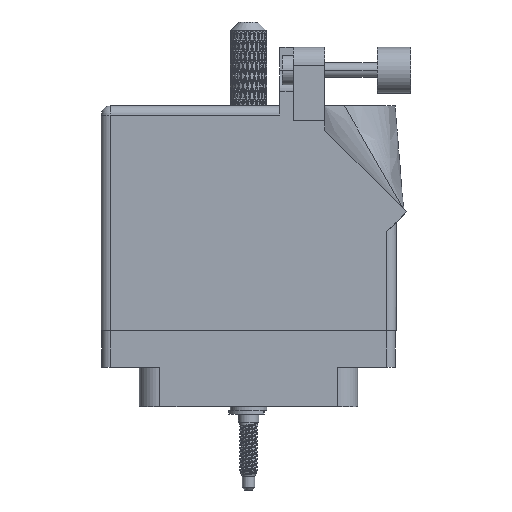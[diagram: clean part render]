
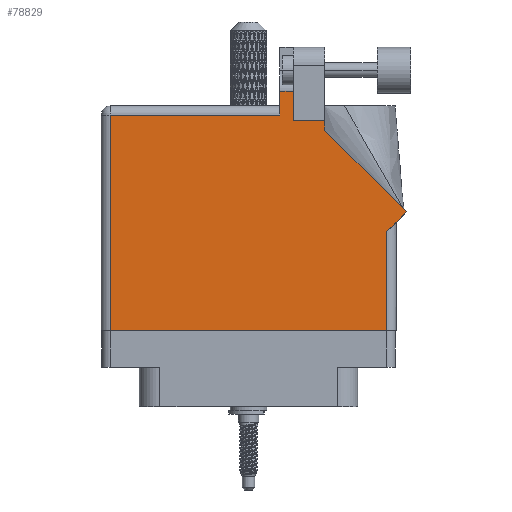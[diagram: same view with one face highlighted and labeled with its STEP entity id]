
A CAD part, front view. The second image highlights one B-rep face of the part: STEP entity #78829.
In plain terms, the highlighted face is planar.
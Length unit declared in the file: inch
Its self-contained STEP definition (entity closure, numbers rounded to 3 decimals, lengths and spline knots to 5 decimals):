
#948 = ORIENTED_EDGE ( 'NONE', *, *, #36129, .T. ) ;
#2017 = LINE ( 'NONE', #4643, #16882 ) ;
#2109 = EDGE_CURVE ( 'NONE', #13925, #20346, #59607, .T. ) ;
#4643 = CARTESIAN_POINT ( 'NONE',  ( -0.943, -0.1, 0.455 ) ) ;
#5697 = VERTEX_POINT ( 'NONE', #18483 ) ;
#6090 = LINE ( 'NONE', #70005, #19945 ) ;
#6921 = DIRECTION ( 'NONE',  ( -1., 0., 0. ) ) ;
#7709 = LINE ( 'NONE', #73202, #54394 ) ;
#8473 = ORIENTED_EDGE ( 'NONE', *, *, #26928, .T. ) ;
#10572 = CARTESIAN_POINT ( 'NONE',  ( 0.212, 1.5315, 0.455 ) ) ;
#11548 = EDGE_CURVE ( 'NONE', #51775, #79793, #92507, .T. ) ;
#12331 = PLANE ( 'NONE',  #29922 ) ;
#12867 = CARTESIAN_POINT ( 'NONE',  ( -1.005, 1.368, 0.455 ) ) ;
#13925 = VERTEX_POINT ( 'NONE', #10572 ) ;
#14792 = EDGE_CURVE ( 'NONE', #85646, #55017, #71558, .T. ) ;
#16882 = VECTOR ( 'NONE', #55630, 39.37008 ) ;
#18483 = CARTESIAN_POINT ( 'NONE',  ( -0.943, 1.368, 0.455 ) ) ;
#19945 = VECTOR ( 'NONE', #102820, 39.37008 ) ;
#20346 = VERTEX_POINT ( 'NONE', #30041 ) ;
#21057 = ORIENTED_EDGE ( 'NONE', *, *, #85732, .T. ) ;
#21176 = LINE ( 'NONE', #62500, #90503 ) ;
#23252 = VECTOR ( 'NONE', #48976, 39.37008 ) ;
#23731 = DIRECTION ( 'NONE',  ( 0.707, 0.707, 0. ) ) ;
#25770 = CARTESIAN_POINT ( 'NONE',  ( 1.07571, 0.70771, 0.455 ) ) ;
#26928 = EDGE_CURVE ( 'NONE', #5697, #51775, #2017, .T. ) ;
#28405 = VECTOR ( 'NONE', #23731, 39.37008 ) ;
#28870 = CARTESIAN_POINT ( 'NONE',  ( 0.943, 0.637, 0.455 ) ) ;
#29922 = AXIS2_PLACEMENT_3D ( 'NONE', #53131, #95058, #93998 ) ;
#30041 = CARTESIAN_POINT ( 'NONE',  ( 0.212, 1.368, 0.455 ) ) ;
#31113 = VERTEX_POINT ( 'NONE', #57512 ) ;
#32400 = ORIENTED_EDGE ( 'NONE', *, *, #14792, .T. ) ;
#35286 = VECTOR ( 'NONE', #6921, 39.37008 ) ;
#35428 = EDGE_CURVE ( 'NONE', #70272, #81665, #7709, .T. ) ;
#36129 = EDGE_CURVE ( 'NONE', #55017, #97727, #21176, .T. ) ;
#39435 = DIRECTION ( 'NONE',  ( -0.707, 0.707, 0. ) ) ;
#41130 = ORIENTED_EDGE ( 'NONE', *, *, #35428, .T. ) ;
#43807 = EDGE_CURVE ( 'NONE', #81665, #31113, #6090, .T. ) ;
#44089 = CARTESIAN_POINT ( 'NONE',  ( -1.005, -0.1, 0.455 ) ) ;
#44396 = CARTESIAN_POINT ( 'NONE',  ( 0.63677, 1.5315, 0.455 ) ) ;
#48538 = ORIENTED_EDGE ( 'NONE', *, *, #69720, .T. ) ;
#48976 = DIRECTION ( 'NONE',  ( 0., 1., 0. ) ) ;
#51775 = VERTEX_POINT ( 'NONE', #95575 ) ;
#53131 = CARTESIAN_POINT ( 'NONE',  ( -1.005, 1.43, 0.455 ) ) ;
#54394 = VECTOR ( 'NONE', #65147, 39.37008 ) ;
#55017 = VERTEX_POINT ( 'NONE', #25770 ) ;
#55630 = DIRECTION ( 'NONE',  ( 0., -1., 0. ) ) ;
#56282 = ORIENTED_EDGE ( 'NONE', *, *, #11548, .T. ) ;
#57512 = CARTESIAN_POINT ( 'NONE',  ( 0.306, 1.5315, 0.455 ) ) ;
#57559 = LINE ( 'NONE', #97897, #23252 ) ;
#57806 = VECTOR ( 'NONE', #91912, 39.37008 ) ;
#57901 = ORIENTED_EDGE ( 'NONE', *, *, #2109, .T. ) ;
#59607 = LINE ( 'NONE', #85424, #57806 ) ;
#60787 = VECTOR ( 'NONE', #76853, 39.37008 ) ;
#62451 = EDGE_CURVE ( 'NONE', #79793, #85646, #69702, .T. ) ;
#62500 = CARTESIAN_POINT ( 'NONE',  ( 1.07571, 0.70771, 0.455 ) ) ;
#64539 = CARTESIAN_POINT ( 'NONE',  ( 1.005, 0.637, 0.455 ) ) ;
#64968 = CARTESIAN_POINT ( 'NONE',  ( 0.306, 1.33, 0.455 ) ) ;
#65147 = DIRECTION ( 'NONE',  ( -1., 0., 0. ) ) ;
#69618 = ORIENTED_EDGE ( 'NONE', *, *, #43807, .T. ) ;
#69621 = LINE ( 'NONE', #44396, #101011 ) ;
#69702 = LINE ( 'NONE', #28870, #86546 ) ;
#69720 = EDGE_CURVE ( 'NONE', #20346, #5697, #96149, .T. ) ;
#70005 = CARTESIAN_POINT ( 'NONE',  ( 0.306, 1.33, 0.455 ) ) ;
#70272 = VERTEX_POINT ( 'NONE', #72304 ) ;
#71558 = LINE ( 'NONE', #64539, #28405 ) ;
#72304 = CARTESIAN_POINT ( 'NONE',  ( 0.519, 1.33, 0.455 ) ) ;
#73202 = CARTESIAN_POINT ( 'NONE',  ( 0.519, 1.33, 0.455 ) ) ;
#76853 = DIRECTION ( 'NONE',  ( 1., 0., 0. ) ) ;
#77158 = DIRECTION ( 'NONE',  ( -1., 0., 0. ) ) ;
#78829 = ADVANCED_FACE ( 'NONE', ( #102056 ), #12331, .F. ) ;
#79793 = VERTEX_POINT ( 'NONE', #84347 ) ;
#81665 = VERTEX_POINT ( 'NONE', #64968 ) ;
#84347 = CARTESIAN_POINT ( 'NONE',  ( 0.943, -0.1, 0.455 ) ) ;
#85424 = CARTESIAN_POINT ( 'NONE',  ( 0.212, 1.43, 0.455 ) ) ;
#85646 = VERTEX_POINT ( 'NONE', #87192 ) ;
#85732 = EDGE_CURVE ( 'NONE', #97727, #70272, #57559, .T. ) ;
#86546 = VECTOR ( 'NONE', #93935, 39.37008 ) ;
#87192 = CARTESIAN_POINT ( 'NONE',  ( 0.943, 0.575, 0.455 ) ) ;
#90503 = VECTOR ( 'NONE', #39435, 39.37008 ) ;
#91718 = ORIENTED_EDGE ( 'NONE', *, *, #93421, .T. ) ;
#91912 = DIRECTION ( 'NONE',  ( 0., -1., 0. ) ) ;
#92507 = LINE ( 'NONE', #44089, #60787 ) ;
#93421 = EDGE_CURVE ( 'NONE', #31113, #13925, #69621, .T. ) ;
#93935 = DIRECTION ( 'NONE',  ( 0., 1., 0. ) ) ;
#93947 = ORIENTED_EDGE ( 'NONE', *, *, #62451, .T. ) ;
#93998 = DIRECTION ( 'NONE',  ( -1., 0., 0. ) ) ;
#95058 = DIRECTION ( 'NONE',  ( 0., 0., -1. ) ) ;
#95575 = CARTESIAN_POINT ( 'NONE',  ( -0.943, -0.1, 0.455 ) ) ;
#96149 = LINE ( 'NONE', #12867, #35286 ) ;
#97727 = VERTEX_POINT ( 'NONE', #102823 ) ;
#97897 = CARTESIAN_POINT ( 'NONE',  ( 0.519, 1.26442, 0.455 ) ) ;
#101011 = VECTOR ( 'NONE', #77158, 39.37008 ) ;
#101325 = EDGE_LOOP ( 'NONE', ( #69618, #91718, #57901, #48538, #8473, #56282, #93947, #32400, #948, #21057, #41130 ) ) ;
#102056 = FACE_OUTER_BOUND ( 'NONE', #101325, .T. ) ;
#102820 = DIRECTION ( 'NONE',  ( 0., 1., 0. ) ) ;
#102823 = CARTESIAN_POINT ( 'NONE',  ( 0.519, 1.26442, 0.455 ) ) ;
